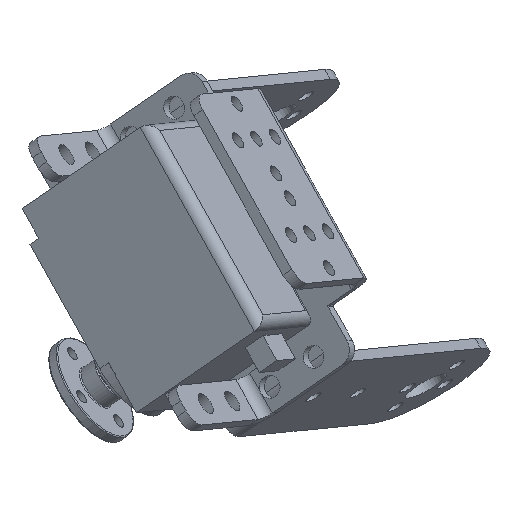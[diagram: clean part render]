
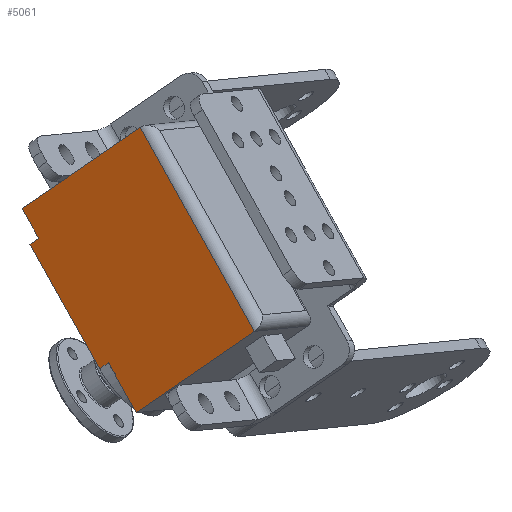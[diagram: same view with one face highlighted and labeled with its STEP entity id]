
A CAD part, front view. The second image highlights one B-rep face of the part: STEP entity #5061.
In plain terms, the highlighted planar face has unit normal (-0.455, -0.889, -0.045).
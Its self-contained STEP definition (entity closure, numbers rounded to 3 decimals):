
#446=LINE('',#7705,#861);
#553=LINE('',#8024,#968);
#560=LINE('',#8041,#975);
#562=LINE('',#8051,#977);
#564=LINE('',#8055,#979);
#567=LINE('',#8062,#982);
#612=LINE('',#8144,#1027);
#619=LINE('',#8158,#1034);
#861=VECTOR('',#6227,1000.);
#968=VECTOR('',#6528,1000.);
#975=VECTOR('',#6543,1000.);
#977=VECTOR('',#6555,1000.);
#979=VECTOR('',#6559,1000.);
#982=VECTOR('',#6566,1000.);
#1027=VECTOR('',#6647,1000.);
#1034=VECTOR('',#6664,1000.);
#1302=FACE_OUTER_BOUND('',#1636,.T.);
#1636=EDGE_LOOP('',(#4019,#4020,#4021,#4022,#4023,#4024,#4025,#4026));
#2270=VERTEX_POINT('',#7698);
#2272=VERTEX_POINT('',#7704);
#2386=VERTEX_POINT('',#8021);
#2387=VERTEX_POINT('',#8023);
#2393=VERTEX_POINT('',#8039);
#2396=VERTEX_POINT('',#8049);
#2397=VERTEX_POINT('',#8053);
#2399=VERTEX_POINT('',#8061);
#2798=EDGE_CURVE('',#2270,#2272,#446,.T.);
#2953=EDGE_CURVE('',#2387,#2386,#553,.T.);
#2962=EDGE_CURVE('',#2393,#2386,#560,.T.);
#2967=EDGE_CURVE('',#2396,#2393,#562,.T.);
#2969=EDGE_CURVE('',#2397,#2396,#564,.T.);
#2972=EDGE_CURVE('',#2387,#2399,#567,.T.);
#3017=EDGE_CURVE('',#2272,#2397,#612,.T.);
#3024=EDGE_CURVE('',#2270,#2399,#619,.T.);
#4019=ORIENTED_EDGE('',*,*,#2798,.F.);
#4020=ORIENTED_EDGE('',*,*,#3024,.T.);
#4021=ORIENTED_EDGE('',*,*,#2972,.F.);
#4022=ORIENTED_EDGE('',*,*,#2953,.T.);
#4023=ORIENTED_EDGE('',*,*,#2962,.F.);
#4024=ORIENTED_EDGE('',*,*,#2967,.F.);
#4025=ORIENTED_EDGE('',*,*,#2969,.F.);
#4026=ORIENTED_EDGE('',*,*,#3017,.F.);
#4692=PLANE('',#5489);
#5061=ADVANCED_FACE('',(#1302),#4692,.T.);
#5489=AXIS2_PLACEMENT_3D('',#8159,#6665,#6666);
#6227=DIRECTION('',(0.478,-0.201,-0.855));
#6528=DIRECTION('',(-0.751,0.41,-0.517));
#6543=DIRECTION('',(-0.478,0.201,0.855));
#6555=DIRECTION('',(-0.751,0.41,-0.517));
#6559=DIRECTION('',(-0.478,0.201,0.855));
#6566=DIRECTION('',(-0.478,0.201,0.855));
#6647=DIRECTION('',(-0.751,0.41,-0.517));
#6664=DIRECTION('',(-0.751,0.41,-0.517));
#6665=DIRECTION('center_axis',(-0.455,-0.889,-0.045));
#6666=DIRECTION('ref_axis',(-0.478,0.201,0.855));
#7698=CARTESIAN_POINT('',(-45.702,203.018,69.766));
#7704=CARTESIAN_POINT('',(-26.099,194.763,34.714));
#7705=CARTESIAN_POINT('',(-30.999,196.827,43.477));
#8021=CARTESIAN_POINT('',(-64.621,213.712,49.648));
#8023=CARTESIAN_POINT('',(-63.118,212.891,50.682));
#8024=CARTESIAN_POINT('',(-63.118,212.891,50.682));
#8039=CARTESIAN_POINT('',(-52.668,208.678,28.275));
#8041=CARTESIAN_POINT('',(-52.668,208.678,28.275));
#8049=CARTESIAN_POINT('',(-51.165,207.857,29.309));
#8051=CARTESIAN_POINT('',(-51.165,207.857,29.309));
#8053=CARTESIAN_POINT('',(-46.384,205.844,20.76));
#8055=CARTESIAN_POINT('',(-65.987,214.099,55.811));
#8061=CARTESIAN_POINT('',(-65.987,214.099,55.811));
#8062=CARTESIAN_POINT('',(-65.987,214.099,55.811));
#8144=CARTESIAN_POINT('',(-24.596,193.942,35.748));
#8158=CARTESIAN_POINT('',(-44.199,202.197,70.799));
#8159=CARTESIAN_POINT('Origin',(-24.596,193.942,35.748));
